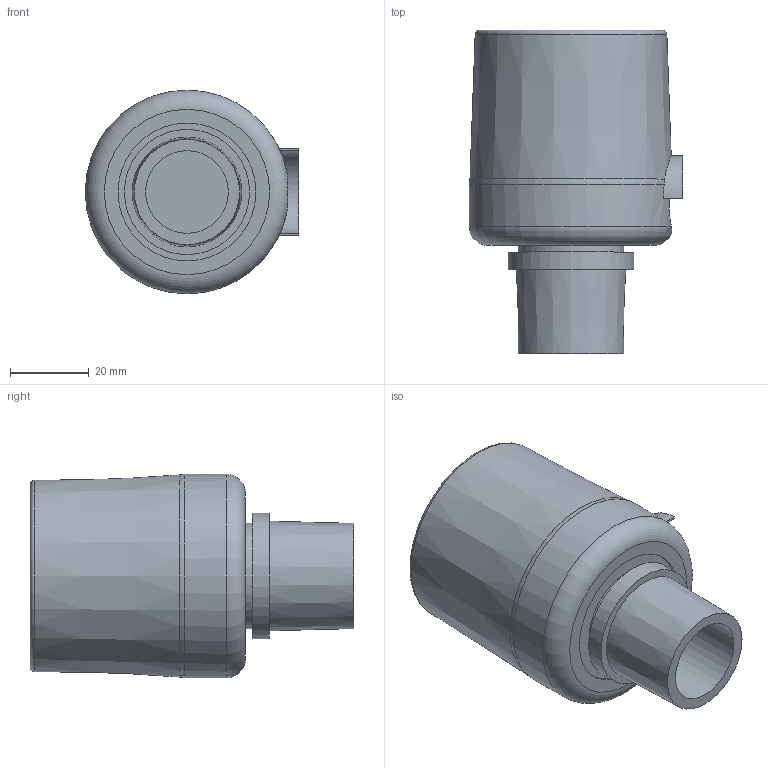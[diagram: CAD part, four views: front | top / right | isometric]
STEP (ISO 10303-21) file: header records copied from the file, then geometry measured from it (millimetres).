
FILE_DESCRIPTION(/* description */ ('This is default description.','CAx-IF Rec.Pracs.---Representation and Presentation of Product Manufacturing Information (PMI)---4.0---2014-10-13'),/* implementation_level */ '2;1');
FILE_NAME(/* name */ 'Victaulic-FP-Emitter Series 953 (Brass)_0.625.stp',/* time_stamp */ '2020-01-08T17:24:47+06:00',/* author */ ('Vjadhav'),/* organization */ ('Victaulic'),/* preprocessor_version */ 'ST-DEVELOPER v17',/* originating_system */ 'Autodesk Inventor 2019',/* authorisation */ '');
FILE_SCHEMA (('AP242_MANAGED_MODEL_BASED_3D_ENGINEERING_MIM_LF { 1 0 10303 442 1 1 4 }'));
Length unit declared in the file: inch
Products named in the file (2): 953 (Brass)-0.625; 953-0.625
Assembly tree (1 placements, depth 2):
  953 (Brass)-0.625
    953-0.625
Bounding box: 54.1 x 81.94 x 51.56 mm (x, y, z)
Volume: 72565.3 mm3; surface area: 29535 mm2
Topology: 1 solids, 2 shells, 43 faces, 113 edges, 84 vertices
Faces by surface type: plane 18, cylinder 13, torus 8, cone 4
Full cylindrical faces by diameter (mm): 3.556 x2, 9.246 x1, 13.716 x1, 20.955 x1, 26.67 x1, 31.75 x1, 34.087 x1, 34.925 x2
Entity records: 1610 total; most frequent: CARTESIAN_POINT 362, DIRECTION 259, ORIENTED_EDGE 226, AXIS2_PLACEMENT_3D 120, EDGE_CURVE 113, VERTEX_POINT 84, CIRCLE 74, EDGE_LOOP 53
